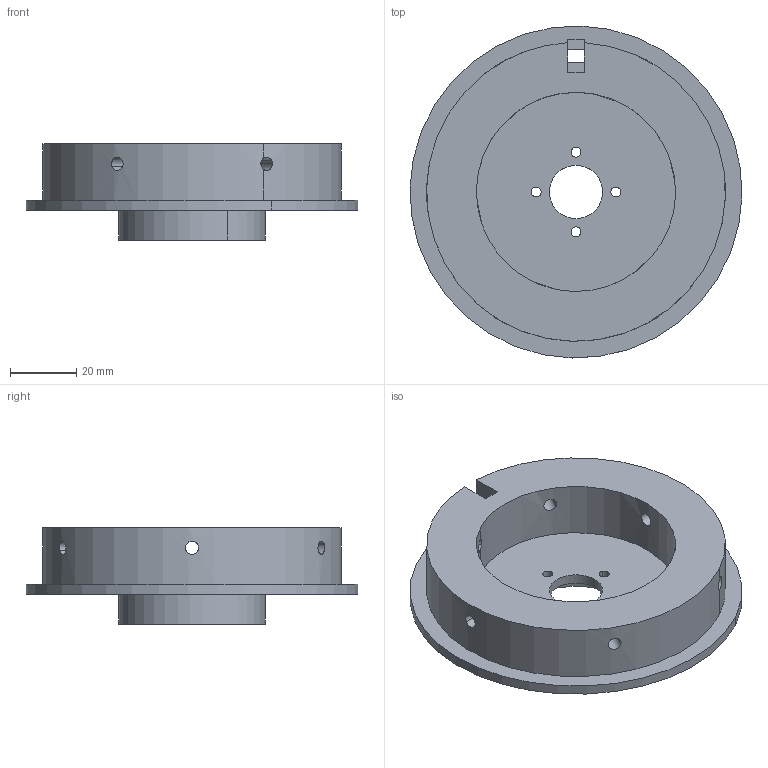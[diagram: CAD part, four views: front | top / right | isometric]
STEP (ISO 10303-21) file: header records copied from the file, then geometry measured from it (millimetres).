
FILE_DESCRIPTION(('CATIA V5 STEP Exchange'),'2;1');
FILE_NAME('Support_Stator_F.stp','2024-05-07T10:41:09+00:00',('none'),('none'),'CATIA Version 5 Release 21 GA (IN-10)','CATIA V5 STEP AP203','none');
FILE_SCHEMA(('CONFIG_CONTROL_DESIGN'));
Length unit declared in the file: millimetre
Products named in the file (1): Support_tuyère
Bounding box: 99.97 x 99.97 x 29 mm (x, y, z)
Volume: 77332.5 mm3; surface area: 31586.5 mm2
Topology: 1 solids, 1 shells, 51 faces, 155 edges, 107 vertices
Faces by surface type: cylinder 37, plane 14
Entity records: 1869 total; most frequent: CARTESIAN_POINT 541, ORIENTED_EDGE 302, DIRECTION 179, EDGE_CURVE 151, VERTEX_POINT 101, AXIS2_PLACEMENT_3D 87, EDGE_LOOP 74, VECTOR 65
